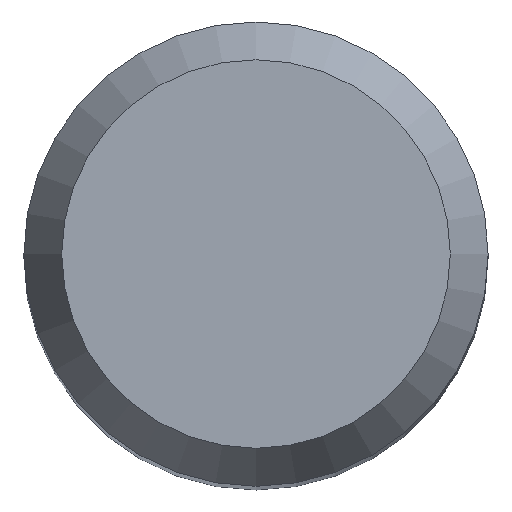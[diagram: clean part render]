
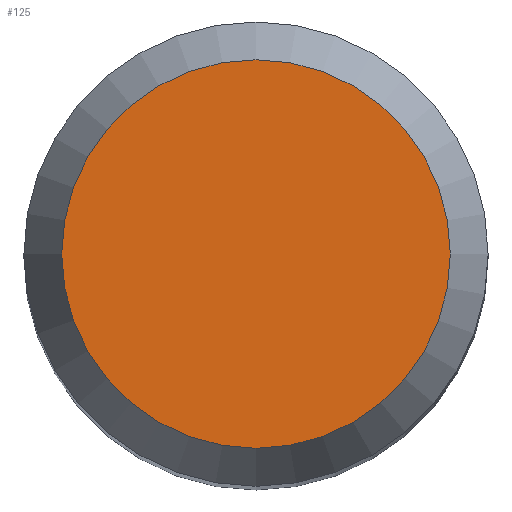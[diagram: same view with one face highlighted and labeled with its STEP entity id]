
A CAD part, top view. The second image highlights one B-rep face of the part: STEP entity #125.
In plain terms, the highlighted planar face has unit normal (0, 0, 1).
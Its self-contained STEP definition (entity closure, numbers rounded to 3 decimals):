
#114=PLANE('',#310);
#117=FACE_OUTER_BOUND('',#158,.T.);
#125=ADVANCED_FACE('',(#117),#114,.T.);
#158=EDGE_LOOP('',(#176));
#176=ORIENTED_EDGE('',*,*,#201,.T.);
#191=VERTEX_POINT('',#414);
#201=EDGE_CURVE('',#191,#191,#210,.T.);
#210=CIRCLE('',#309,5.02);
#309=AXIS2_PLACEMENT_3D('',#413,#356,#357);
#310=AXIS2_PLACEMENT_3D('',#415,#358,#359);
#356=DIRECTION('',(0.,0.,1.));
#357=DIRECTION('',(-1.,0.,0.));
#358=DIRECTION('',(0.,0.,1.));
#359=DIRECTION('',(-1.,0.,0.));
#413=CARTESIAN_POINT('',(0.,0.,0.));
#414=CARTESIAN_POINT('',(-5.02,0.,0.));
#415=CARTESIAN_POINT('',(0.,0.,0.));
